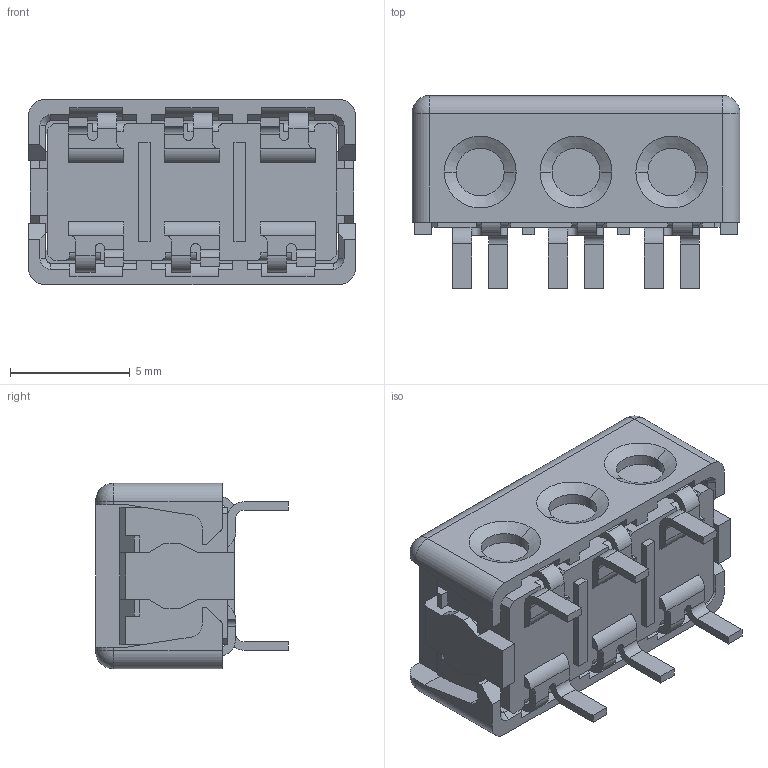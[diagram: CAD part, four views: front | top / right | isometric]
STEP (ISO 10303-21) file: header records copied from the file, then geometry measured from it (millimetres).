
FILE_DESCRIPTION((''),'2;1');
FILE_NAME('C-1-2106489-3','2020-03-03T03:26:42',('workeradm'),('TE Connectivity Ltd.'),'CREO PARAMETRIC BY PTC INC, 2019292','CREO PARAMETRIC BY PTC INC, 2019292','');
FILE_SCHEMA(('AUTOMOTIVE_DESIGN { 1 0 10303 214 1 1 1 1 }'));
Length unit declared in the file: millimetre
Products named in the file (1): C-1-2106489-3
Bounding box: 13.7 x 8.05 x 7.75 mm (x, y, z)
Volume: 524.9 mm3; surface area: 607 mm2
Topology: 1 solids, 1 shells, 403 faces, 1144 edges, 742 vertices
Faces by surface type: plane 285, cylinder 98, cone 16, sphere 4
Entity records: 13343 total; most frequent: CARTESIAN_POINT 2310, ORIENTED_EDGE 2282, DIRECTION 2162, EDGE_CURVE 1141, VECTOR 922, LINE 922, VERTEX_POINT 736, AXIS2_PLACEMENT_3D 620
